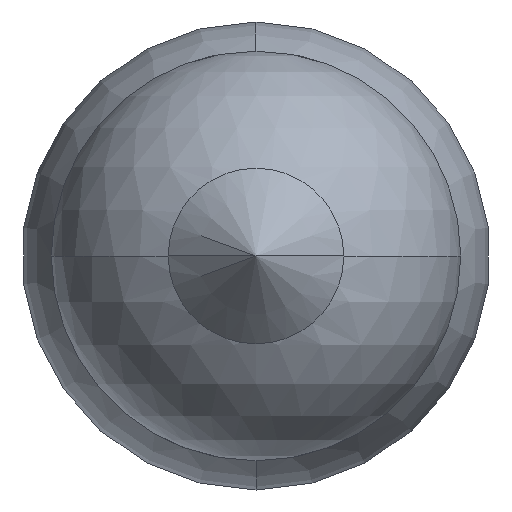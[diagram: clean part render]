
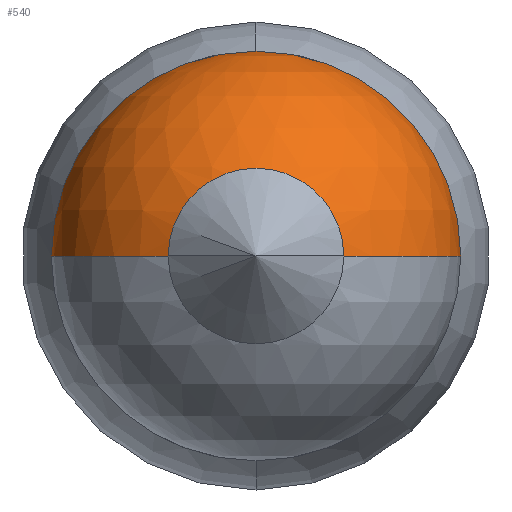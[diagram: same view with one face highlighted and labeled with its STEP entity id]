
A CAD part, front view. The second image highlights one B-rep face of the part: STEP entity #540.
In plain terms, the highlighted spherical face has radius 0.35 mm.
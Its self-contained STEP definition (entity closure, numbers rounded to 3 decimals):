
#57 = VERTEX_POINT ( 'NONE', #387 ) ;
#129 = DIRECTION ( 'NONE',  ( -1., 0., 0. ) ) ;
#203 = CARTESIAN_POINT ( 'NONE',  ( 0., -13.694, 0. ) ) ;
#206 = DIRECTION ( 'NONE',  ( -1., 0., 0. ) ) ;
#254 = CIRCLE ( 'NONE', #1391, 0.35 ) ;
#262 = ORIENTED_EDGE ( 'NONE', *, *, #1142, .T. ) ;
#269 = CARTESIAN_POINT ( 'NONE',  ( 0.35, -13.694, 0. ) ) ;
#301 = CARTESIAN_POINT ( 'NONE',  ( -0.15, -14.01, 0. ) ) ;
#343 = VERTEX_POINT ( 'NONE', #301 ) ;
#387 = CARTESIAN_POINT ( 'NONE',  ( -0.35, -13.694, 0. ) ) ;
#416 = SPHERICAL_SURFACE ( 'NONE', #2018, 0.35 ) ;
#474 = CARTESIAN_POINT ( 'NONE',  ( 0., -13.694, 0. ) ) ;
#515 = AXIS2_PLACEMENT_3D ( 'NONE', #1550, #2437, #206 ) ;
#540 = ADVANCED_FACE ( 'Defeature ausgef�hrt1_0', ( #915 ), #416, .T. ) ;
#543 = EDGE_LOOP ( 'NONE', ( #1060, #262, #930, #1821, #1346 ) ) ;
#580 = CARTESIAN_POINT ( 'NONE',  ( 0., -13.694, 0. ) ) ;
#845 = VERTEX_POINT ( 'NONE', #269 ) ;
#915 = FACE_OUTER_BOUND ( 'NONE', #543, .T. ) ;
#930 = ORIENTED_EDGE ( 'NONE', *, *, #1447, .T. ) ;
#1060 = ORIENTED_EDGE ( 'NONE', *, *, #1532, .F. ) ;
#1097 = DIRECTION ( 'NONE',  ( 0., 1., 0. ) ) ;
#1138 = AXIS2_PLACEMENT_3D ( 'NONE', #1578, #2961, #2502 ) ;
#1142 = EDGE_CURVE ( 'Defeature ausgef�hrt1_0+Defeature ausgef�hrt1_16+Defeature ausgef�hrt1_16+Defeature ausgef�hrt1_16', #343, #2584, #1405, .T. ) ;
#1162 = DIRECTION ( 'NONE',  ( 1., 0., 0. ) ) ;
#1240 = DIRECTION ( 'NONE',  ( 0., 0., -1. ) ) ;
#1256 = EDGE_CURVE ( 'Defeature ausgef�hrt1_4+Defeature ausgef�hrt1_0+Defeature ausgef�hrt1_0+Defeature ausgef�hrt1_0', #1989, #845, #1546, .T. ) ;
#1346 = ORIENTED_EDGE ( 'NONE', *, *, #1590, .F. ) ;
#1391 = AXIS2_PLACEMENT_3D ( 'NONE', #1909, #2632, #129 ) ;
#1405 = CIRCLE ( 'NONE', #515, 0.15 ) ;
#1442 = AXIS2_PLACEMENT_3D ( 'NONE', #203, #1097, #2228 ) ;
#1447 = EDGE_CURVE ( 'NONE', #2584, #845, #2727, .T. ) ;
#1532 = EDGE_CURVE ( 'NONE', #343, #57, #254, .T. ) ;
#1546 = CIRCLE ( 'NONE', #1138, 0.35 ) ;
#1550 = CARTESIAN_POINT ( 'NONE',  ( 0., -14.01, 0. ) ) ;
#1578 = CARTESIAN_POINT ( 'NONE',  ( 0., -13.694, 0. ) ) ;
#1590 = EDGE_CURVE ( 'Defeature ausgef�hrt1_4+Defeature ausgef�hrt1_0+Defeature ausgef�hrt1_0+Defeature ausgef�hrt1_0', #57, #1989, #2908, .T. ) ;
#1703 = CARTESIAN_POINT ( 'NONE',  ( 0., -13.694, 0.35 ) ) ;
#1821 = ORIENTED_EDGE ( 'NONE', *, *, #1256, .F. ) ;
#1909 = CARTESIAN_POINT ( 'NONE',  ( 0., -13.694, 0. ) ) ;
#1989 = VERTEX_POINT ( 'NONE', #1703 ) ;
#2018 = AXIS2_PLACEMENT_3D ( 'NONE', #580, #1240, #2851 ) ;
#2228 = DIRECTION ( 'NONE',  ( 0., 0., 1. ) ) ;
#2437 = DIRECTION ( 'NONE',  ( 0., 1., 0. ) ) ;
#2502 = DIRECTION ( 'NONE',  ( 0., 0., 1. ) ) ;
#2528 = DIRECTION ( 'NONE',  ( 0., 0., 1. ) ) ;
#2584 = VERTEX_POINT ( 'NONE', #2913 ) ;
#2632 = DIRECTION ( 'NONE',  ( 0., 0., -1. ) ) ;
#2670 = AXIS2_PLACEMENT_3D ( 'NONE', #474, #2528, #1162 ) ;
#2727 = CIRCLE ( 'NONE', #2670, 0.35 ) ;
#2851 = DIRECTION ( 'NONE',  ( 1., 0., 0. ) ) ;
#2908 = CIRCLE ( 'NONE', #1442, 0.35 ) ;
#2913 = CARTESIAN_POINT ( 'NONE',  ( 0.15, -14.01, 0. ) ) ;
#2961 = DIRECTION ( 'NONE',  ( 0., 1., 0. ) ) ;
